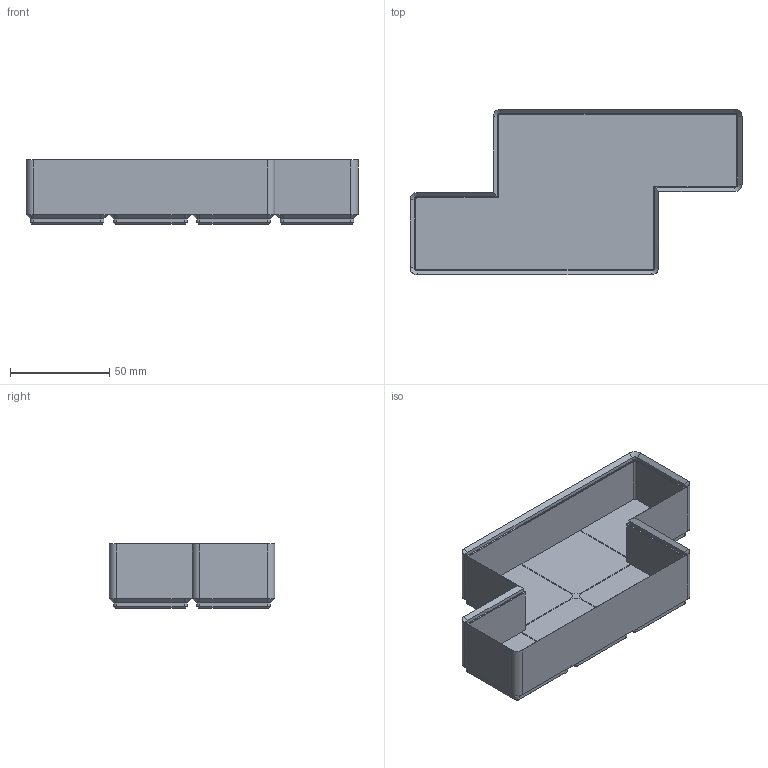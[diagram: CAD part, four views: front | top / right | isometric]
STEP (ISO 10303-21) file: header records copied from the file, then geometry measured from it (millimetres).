
FILE_DESCRIPTION(('HOOPS Exchange Step'),'2;1');
FILE_NAME('temp_export','2025-09-14T17:45:23+17:00',('ccox'),('Shapr3D Limited'),'HOOPS Exchange 2025.6','Shapr3D','Authorized');
FILE_SCHEMA( ('AP242_MANAGED_MODEL_BASED_3D_ENGINEERING_MIM_LF {1 0 10303 442 1 1 4}') );
Length unit declared in the file: millimetre
Products named in the file (1): root
Bounding box: 167.5 x 83.5 x 32.4 mm (x, y, z)
Volume: 76170.6 mm3; surface area: 49674.5 mm2
Topology: 1 solids, 1 shells, 223 faces, 498 edges, 278 vertices
Faces by surface type: plane 121, cone 60, cylinder 42
Entity records: 6004 total; most frequent: DIRECTION 1080, CARTESIAN_POINT 1001, ORIENTED_EDGE 996, EDGE_CURVE 498, VECTOR 366, LINE 366, AXIS2_PLACEMENT_3D 357, VERTEX_POINT 278
